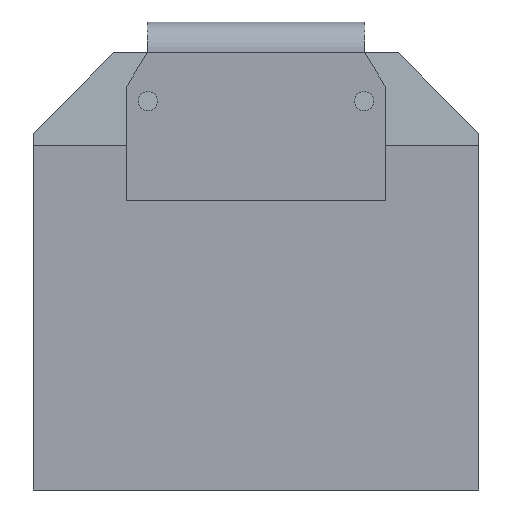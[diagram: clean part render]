
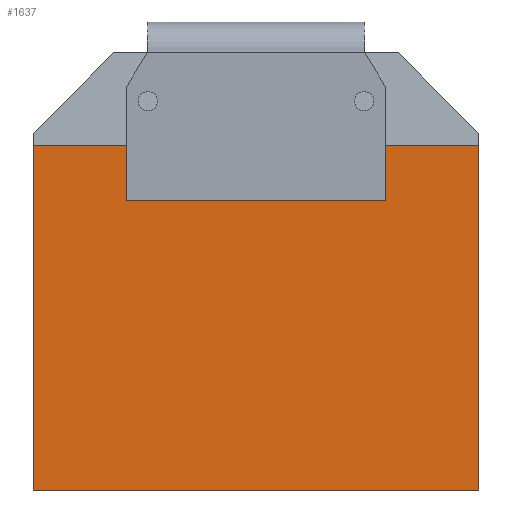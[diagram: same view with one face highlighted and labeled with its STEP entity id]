
A CAD part, front view. The second image highlights one B-rep face of the part: STEP entity #1637.
In plain terms, the highlighted planar face has unit normal (0, -1, 0).
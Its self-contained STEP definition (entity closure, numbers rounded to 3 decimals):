
#115 = ORIENTED_EDGE ( 'NONE', *, *, #1170, .T. ) ;
#136 = CARTESIAN_POINT ( 'NONE',  ( 9.23, -0.56, 14.26 ) ) ;
#171 = EDGE_CURVE ( 'NONE', #660, #935, #1238, .T. ) ;
#181 = LINE ( 'NONE', #415, #325 ) ;
#240 = DIRECTION ( 'NONE',  ( 0., 0., 1. ) ) ;
#304 = CARTESIAN_POINT ( 'NONE',  ( 9.23, -0.56, 0. ) ) ;
#325 = VECTOR ( 'NONE', #851, 1000. ) ;
#388 = DIRECTION ( 'NONE',  ( 0., 1., 0. ) ) ;
#415 = CARTESIAN_POINT ( 'NONE',  ( 9.23, -0.56, 0. ) ) ;
#512 = VERTEX_POINT ( 'NONE', #1517 ) ;
#533 = EDGE_CURVE ( 'NONE', #660, #512, #1686, .T. ) ;
#541 = VECTOR ( 'NONE', #1337, 1000. ) ;
#544 = ORIENTED_EDGE ( 'NONE', *, *, #1509, .T. ) ;
#554 = VERTEX_POINT ( 'NONE', #136 ) ;
#573 = DIRECTION ( 'NONE',  ( 0., 0., 1. ) ) ;
#654 = CARTESIAN_POINT ( 'NONE',  ( 0., -0.56, 0. ) ) ;
#660 = VERTEX_POINT ( 'NONE', #943 ) ;
#758 = AXIS2_PLACEMENT_3D ( 'NONE', #1082, #388, #240 ) ;
#802 = DIRECTION ( 'NONE',  ( 1., 0., 0. ) ) ;
#842 = CARTESIAN_POINT ( 'NONE',  ( -9.23, -0.56, 0. ) ) ;
#851 = DIRECTION ( 'NONE',  ( 0., 0., 1. ) ) ;
#935 = VERTEX_POINT ( 'NONE', #304 ) ;
#940 = PLANE ( 'NONE',  #758 ) ;
#943 = CARTESIAN_POINT ( 'NONE',  ( -9.23, -0.56, 0. ) ) ;
#1028 = VECTOR ( 'NONE', #802, 1000. ) ;
#1082 = CARTESIAN_POINT ( 'NONE',  ( 0., -0.56, 0. ) ) ;
#1170 = EDGE_CURVE ( 'NONE', #935, #554, #181, .T. ) ;
#1238 = LINE ( 'NONE', #654, #1028 ) ;
#1337 = DIRECTION ( 'NONE',  ( -1., 0., 0. ) ) ;
#1500 = LINE ( 'NONE', #1732, #541 ) ;
#1509 = EDGE_CURVE ( 'NONE', #554, #512, #1500, .T. ) ;
#1517 = CARTESIAN_POINT ( 'NONE',  ( -9.23, -0.56, 14.26 ) ) ;
#1624 = FACE_OUTER_BOUND ( 'NONE', #1638, .T. ) ;
#1637 = ADVANCED_FACE ( 'NONE', ( #1624 ), #940, .F. ) ;
#1638 = EDGE_LOOP ( 'NONE', ( #544, #1690, #1767, #115 ) ) ;
#1640 = VECTOR ( 'NONE', #573, 1000. ) ;
#1686 = LINE ( 'NONE', #842, #1640 ) ;
#1690 = ORIENTED_EDGE ( 'NONE', *, *, #533, .F. ) ;
#1732 = CARTESIAN_POINT ( 'NONE',  ( 0., -0.56, 14.26 ) ) ;
#1767 = ORIENTED_EDGE ( 'NONE', *, *, #171, .T. ) ;
